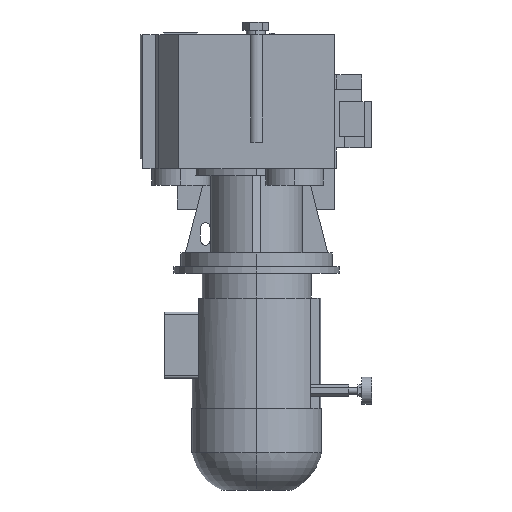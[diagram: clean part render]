
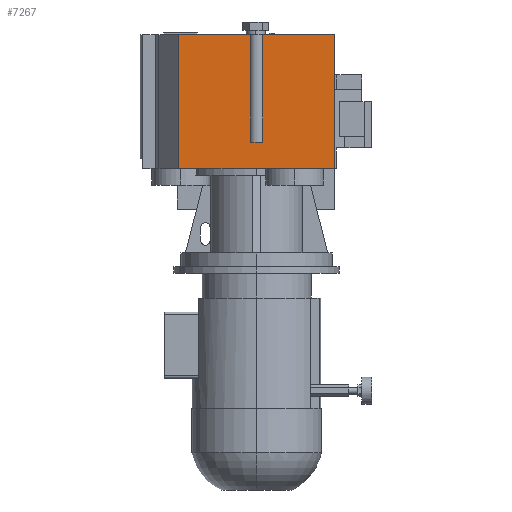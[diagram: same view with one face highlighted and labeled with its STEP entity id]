
A CAD part, left-side view. The second image highlights one B-rep face of the part: STEP entity #7267.
In plain terms, the highlighted planar face has unit normal (-1, 0, 0).
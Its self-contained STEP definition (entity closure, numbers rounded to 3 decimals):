
#90 = VERTEX_POINT ( 'NONE', #1673 ) ;
#185 = CARTESIAN_POINT ( 'NONE',  ( -128., 146.146, 32. ) ) ;
#250 = CARTESIAN_POINT ( 'NONE',  ( -128., 131.854, 32. ) ) ;
#253 = VERTEX_POINT ( 'NONE', #6087 ) ;
#386 = LINE ( 'NONE', #7367, #3791 ) ;
#407 = VERTEX_POINT ( 'NONE', #4737 ) ;
#541 = LINE ( 'NONE', #6977, #7936 ) ;
#621 = ORIENTED_EDGE ( 'NONE', *, *, #5861, .T. ) ;
#763 = DIRECTION ( 'NONE',  ( 0., 0., 1. ) ) ;
#837 = ORIENTED_EDGE ( 'NONE', *, *, #7129, .F. ) ;
#923 = DIRECTION ( 'NONE',  ( 0., -1., 0. ) ) ;
#1043 = DIRECTION ( 'NONE',  ( 0., 0., 1. ) ) ;
#1400 = VECTOR ( 'NONE', #9317, 1000. ) ;
#1480 = VECTOR ( 'NONE', #8595, 1000. ) ;
#1673 = CARTESIAN_POINT ( 'NONE',  ( -128., 233., 0. ) ) ;
#1932 = EDGE_CURVE ( 'NONE', #4808, #90, #541, .T. ) ;
#1979 = LINE ( 'NONE', #4644, #5598 ) ;
#2065 = FACE_OUTER_BOUND ( 'NONE', #6877, .T. ) ;
#2905 = VECTOR ( 'NONE', #1043, 1000. ) ;
#3296 = DIRECTION ( 'NONE',  ( 0., 0., -1. ) ) ;
#3339 = ORIENTED_EDGE ( 'NONE', *, *, #7150, .F. ) ;
#3420 = VERTEX_POINT ( 'NONE', #5445 ) ;
#3463 = ORIENTED_EDGE ( 'NONE', *, *, #3715, .T. ) ;
#3500 = ORIENTED_EDGE ( 'NONE', *, *, #9055, .F. ) ;
#3553 = PLANE ( 'NONE',  #3881 ) ;
#3614 = DIRECTION ( 'NONE',  ( 0., -1., 0. ) ) ;
#3715 = EDGE_CURVE ( 'NONE', #6987, #407, #6698, .T. ) ;
#3791 = VECTOR ( 'NONE', #3614, 1000. ) ;
#3837 = EDGE_CURVE ( 'NONE', #90, #3420, #1979, .T. ) ;
#3881 = AXIS2_PLACEMENT_3D ( 'NONE', #5005, #9028, #3296 ) ;
#4139 = VERTEX_POINT ( 'NONE', #250 ) ;
#4462 = DIRECTION ( 'NONE',  ( 0., 0., -1. ) ) ;
#4644 = CARTESIAN_POINT ( 'NONE',  ( -128., 233., 0. ) ) ;
#4693 = ORIENTED_EDGE ( 'NONE', *, *, #7348, .F. ) ;
#4737 = CARTESIAN_POINT ( 'NONE',  ( -128., 146.146, 162. ) ) ;
#4808 = VERTEX_POINT ( 'NONE', #8340 ) ;
#5005 = CARTESIAN_POINT ( 'NONE',  ( -128., 233., 162. ) ) ;
#5121 = LINE ( 'NONE', #7735, #8715 ) ;
#5403 = ORIENTED_EDGE ( 'NONE', *, *, #1932, .T. ) ;
#5415 = CARTESIAN_POINT ( 'NONE',  ( -128., 146.146, 32. ) ) ;
#5445 = CARTESIAN_POINT ( 'NONE',  ( -128., 45., 0. ) ) ;
#5573 = VECTOR ( 'NONE', #763, 1000. ) ;
#5598 = VECTOR ( 'NONE', #923, 1000. ) ;
#5861 = EDGE_CURVE ( 'NONE', #4139, #6987, #6990, .T. ) ;
#6087 = CARTESIAN_POINT ( 'NONE',  ( -128., 45., 162. ) ) ;
#6452 = CARTESIAN_POINT ( 'NONE',  ( -128., 131.854, 32. ) ) ;
#6663 = LINE ( 'NONE', #7720, #1400 ) ;
#6698 = LINE ( 'NONE', #185, #2905 ) ;
#6877 = EDGE_LOOP ( 'NONE', ( #621, #3463, #4693, #5403, #7173, #3339, #3500, #837 ) ) ;
#6937 = DIRECTION ( 'NONE',  ( 0., 0., -1. ) ) ;
#6977 = CARTESIAN_POINT ( 'NONE',  ( -128., 233., 162. ) ) ;
#6987 = VERTEX_POINT ( 'NONE', #7611 ) ;
#6990 = LINE ( 'NONE', #5415, #1480 ) ;
#7009 = CARTESIAN_POINT ( 'NONE',  ( -128., 131.854, 162. ) ) ;
#7129 = EDGE_CURVE ( 'NONE', #4139, #8036, #7238, .T. ) ;
#7150 = EDGE_CURVE ( 'NONE', #253, #3420, #5121, .T. ) ;
#7173 = ORIENTED_EDGE ( 'NONE', *, *, #3837, .T. ) ;
#7238 = LINE ( 'NONE', #6452, #5573 ) ;
#7267 = ADVANCED_FACE ( 'NONE', ( #2065 ), #3553, .F. ) ;
#7348 = EDGE_CURVE ( 'NONE', #4808, #407, #6663, .T. ) ;
#7367 = CARTESIAN_POINT ( 'NONE',  ( -128., 233., 162. ) ) ;
#7611 = CARTESIAN_POINT ( 'NONE',  ( -128., 146.146, 32. ) ) ;
#7720 = CARTESIAN_POINT ( 'NONE',  ( -128., 233., 162. ) ) ;
#7735 = CARTESIAN_POINT ( 'NONE',  ( -128., 45., 162. ) ) ;
#7936 = VECTOR ( 'NONE', #4462, 1000. ) ;
#8036 = VERTEX_POINT ( 'NONE', #7009 ) ;
#8340 = CARTESIAN_POINT ( 'NONE',  ( -128., 233., 162. ) ) ;
#8595 = DIRECTION ( 'NONE',  ( 0., 1., 0. ) ) ;
#8715 = VECTOR ( 'NONE', #6937, 1000. ) ;
#9028 = DIRECTION ( 'NONE',  ( 1., 0., 0. ) ) ;
#9055 = EDGE_CURVE ( 'NONE', #8036, #253, #386, .T. ) ;
#9317 = DIRECTION ( 'NONE',  ( 0., -1., 0. ) ) ;
